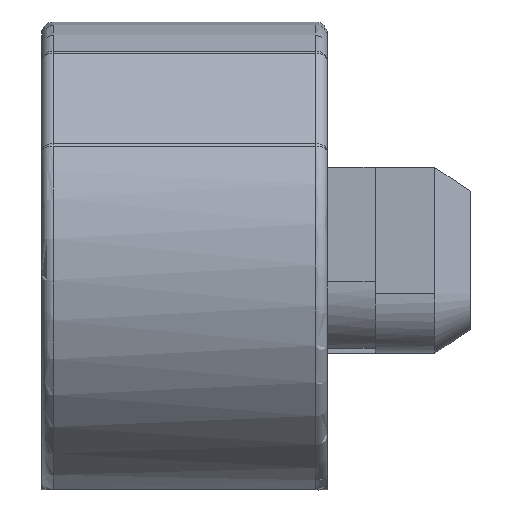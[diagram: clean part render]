
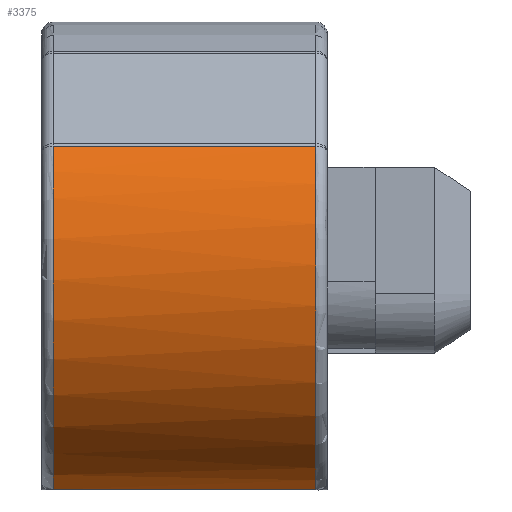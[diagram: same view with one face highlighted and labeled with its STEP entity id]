
A CAD part, left-side view. The second image highlights one B-rep face of the part: STEP entity #3375.
In plain terms, the highlighted cylindrical face has radius 10 mm (diameter 20 mm), a partial arc.
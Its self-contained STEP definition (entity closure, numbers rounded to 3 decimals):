
#130 = DIRECTION ( 'NONE',  ( 0., 0., 1. ) ) ;
#152 = CARTESIAN_POINT ( 'NONE',  ( -6.076, 5., -7.977 ) ) ;
#156 = CARTESIAN_POINT ( 'NONE',  ( -9.511, 16., -3.178 ) ) ;
#177 = CARTESIAN_POINT ( 'NONE',  ( -4.151, 5., -9.128 ) ) ;
#201 = EDGE_LOOP ( 'NONE', ( #2972, #4015, #4533, #4715 ) ) ;
#224 = EDGE_CURVE ( '������12', #2014, #4699, #4384, .T. ) ;
#397 = CARTESIAN_POINT ( 'NONE',  ( -2.737, 16., -9.618 ) ) ;
#419 = CARTESIAN_POINT ( 'NONE',  ( -9.826, 5., 2. ) ) ;
#511 = CARTESIAN_POINT ( 'NONE',  ( -5.461, 5., -8.41 ) ) ;
#512 = DIRECTION ( 'NONE',  ( 0., -1., 0. ) ) ;
#537 = CARTESIAN_POINT ( 'NONE',  ( -8.567, 16., -5.212 ) ) ;
#586 = EDGE_CURVE ( 'NONE', #4741, #2014, #3704, .T. ) ;
#818 = CARTESIAN_POINT ( 'NONE',  ( -7.697, 16., -6.427 ) ) ;
#883 = CARTESIAN_POINT ( 'NONE',  ( -7.697, 5., -6.427 ) ) ;
#888 = CARTESIAN_POINT ( 'NONE',  ( -3.455, 16., -9.414 ) ) ;
#1024 = CYLINDRICAL_SURFACE ( 'NONE', #2178, 10. ) ;
#1048 = EDGE_CURVE ( 'NONE', #2122, #4699, #3263, .T. ) ;
#1129 = CARTESIAN_POINT ( 'NONE',  ( -8.778, 5., 4.79 ) ) ;
#1194 = CARTESIAN_POINT ( 'NONE',  ( -8.567, 5., -5.212 ) ) ;
#1247 = FACE_OUTER_BOUND ( 'NONE', #201, .T. ) ;
#1271 = CARTESIAN_POINT ( 'NONE',  ( -9.949, 16., 1.258 ) ) ;
#1490 = CARTESIAN_POINT ( 'NONE',  ( -2.737, 5., -9.618 ) ) ;
#1512 = CARTESIAN_POINT ( 'NONE',  ( -2.737, 16., -9.618 ) ) ;
#1616 = CARTESIAN_POINT ( 'NONE',  ( 0., 16.5, 0. ) ) ;
#1748 = CARTESIAN_POINT ( 'NONE',  ( -2.737, 5., -9.618 ) ) ;
#1831 = CARTESIAN_POINT ( 'NONE',  ( -10.025, 5., -0.234 ) ) ;
#1894 = CARTESIAN_POINT ( 'NONE',  ( -9.722, 5., -2.456 ) ) ;
#1941 = CARTESIAN_POINT ( 'NONE',  ( -9.826, 16., 2. ) ) ;
#1968 = CARTESIAN_POINT ( 'NONE',  ( -5.461, 16., -8.41 ) ) ;
#2012 = CARTESIAN_POINT ( 'NONE',  ( -10.025, 16., -0.234 ) ) ;
#2014 = VERTEX_POINT ( 'NONE', #397 ) ;
#2080 = EDGE_CURVE ( 'NONE', #2122, #4741, #3349, .T. ) ;
#2122 = VERTEX_POINT ( 'NONE', #2716 ) ;
#2178 = AXIS2_PLACEMENT_3D ( 'NONE', #1616, #512, #130 ) ;
#2188 = CARTESIAN_POINT ( 'NONE',  ( -9.979, 5., -0.984 ) ) ;
#2192 = CARTESIAN_POINT ( 'NONE',  ( -9.42, 5., 3.438 ) ) ;
#2308 = CARTESIAN_POINT ( 'NONE',  ( -9.722, 16., -2.456 ) ) ;
#2376 = CARTESIAN_POINT ( 'NONE',  ( -7.194, 5., -6.986 ) ) ;
#2442 = CARTESIAN_POINT ( 'NONE',  ( -8.778, 8.667, 4.79 ) ) ;
#2474 = CARTESIAN_POINT ( 'NONE',  ( -8.778, 16., 4.79 ) ) ;
#2552 = CARTESIAN_POINT ( 'NONE',  ( -9.949, 5., 1.258 ) ) ;
#2697 = CARTESIAN_POINT ( 'NONE',  ( -9.136, 16., 4.134 ) ) ;
#2716 = CARTESIAN_POINT ( 'NONE',  ( -8.778, 5., 4.79 ) ) ;
#2951 = CARTESIAN_POINT ( 'NONE',  ( -9.511, 5., -3.178 ) ) ;
#2972 = ORIENTED_EDGE ( 'NONE', *, *, #2080, .F. ) ;
#3032 = CARTESIAN_POINT ( 'NONE',  ( -2.737, 12.333, -9.618 ) ) ;
#3055 = CARTESIAN_POINT ( 'NONE',  ( -2.737, 8.667, -9.618 ) ) ;
#3113 = CARTESIAN_POINT ( 'NONE',  ( -2.737, 16., -9.618 ) ) ;
#3177 = CARTESIAN_POINT ( 'NONE',  ( -8.778, 5., 4.79 ) ) ;
#3263 = B_SPLINE_CURVE_WITH_KNOTS ( 'NONE', 3,
 ( #3177, #2442, #3924, #3947 ),
 .UNSPECIFIED., .F., .F.,
 ( 4, 4 ),
 ( 0., 1. ),
 .UNSPECIFIED. ) ;
#3349 = B_SPLINE_CURVE_WITH_KNOTS ( 'NONE', 3,
 ( #1129, #3738, #2192, #419, #2552, #1831, #2188, #1894, #2951, #4406, #1194, #883, #2376, #152, #511, #177, #3859, #4537 ),
 .UNSPECIFIED., .F., .F.,
 ( 4, 2, 2, 2, 2, 2, 2, 2, 4 ),
 ( 0., 0.125, 0.25, 0.375, 0.5, 0.625, 0.75, 0.875, 1. ),
 .UNSPECIFIED. ) ;
#3375 = ADVANCED_FACE ( 'NONE', ( #1247 ), #1024, .T. ) ;
#3421 = CARTESIAN_POINT ( 'NONE',  ( -9.42, 16., 3.438 ) ) ;
#3447 = CARTESIAN_POINT ( 'NONE',  ( -6.076, 16., -7.977 ) ) ;
#3704 = B_SPLINE_CURVE_WITH_KNOTS ( 'NONE', 3,
 ( #1490, #3055, #3032, #1512 ),
 .UNSPECIFIED., .F., .F.,
 ( 4, 4 ),
 ( 0., 1. ),
 .UNSPECIFIED. ) ;
#3738 = CARTESIAN_POINT ( 'NONE',  ( -9.136, 5., 4.134 ) ) ;
#3839 = CARTESIAN_POINT ( 'NONE',  ( -8.933, 16., -4.556 ) ) ;
#3859 = CARTESIAN_POINT ( 'NONE',  ( -3.455, 5., -9.414 ) ) ;
#3887 = CARTESIAN_POINT ( 'NONE',  ( -8.778, 16., 4.79 ) ) ;
#3924 = CARTESIAN_POINT ( 'NONE',  ( -8.778, 12.333, 4.79 ) ) ;
#3947 = CARTESIAN_POINT ( 'NONE',  ( -8.778, 16., 4.79 ) ) ;
#4015 = ORIENTED_EDGE ( 'NONE', *, *, #1048, .T. ) ;
#4229 = CARTESIAN_POINT ( 'NONE',  ( -4.151, 16., -9.128 ) ) ;
#4384 = B_SPLINE_CURVE_WITH_KNOTS ( 'NONE', 3,
 ( #3113, #888, #4229, #1968, #3447, #4495, #818, #537, #3839, #156, #2308, #4565, #2012, #1271, #1941, #3421, #2697, #2474 ),
 .UNSPECIFIED., .F., .F.,
 ( 4, 2, 2, 2, 2, 2, 2, 2, 4 ),
 ( 0., 0.125, 0.25, 0.375, 0.5, 0.625, 0.75, 0.875, 1. ),
 .UNSPECIFIED. ) ;
#4406 = CARTESIAN_POINT ( 'NONE',  ( -8.933, 5., -4.556 ) ) ;
#4495 = CARTESIAN_POINT ( 'NONE',  ( -7.194, 16., -6.986 ) ) ;
#4533 = ORIENTED_EDGE ( 'NONE', *, *, #224, .F. ) ;
#4537 = CARTESIAN_POINT ( 'NONE',  ( -2.737, 5., -9.618 ) ) ;
#4565 = CARTESIAN_POINT ( 'NONE',  ( -9.979, 16., -0.984 ) ) ;
#4699 = VERTEX_POINT ( 'NONE', #3887 ) ;
#4715 = ORIENTED_EDGE ( 'NONE', *, *, #586, .F. ) ;
#4741 = VERTEX_POINT ( 'NONE', #1748 ) ;
